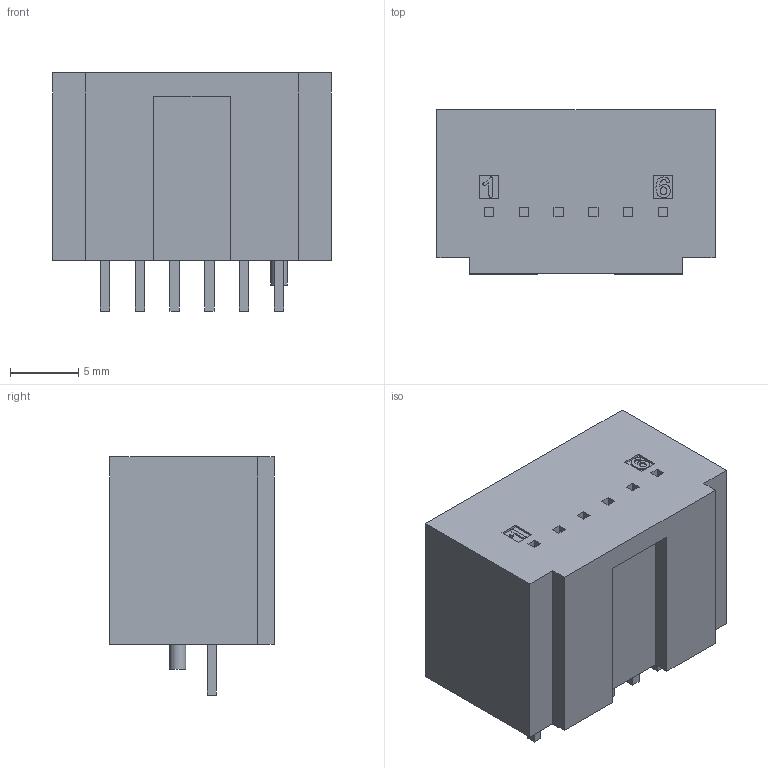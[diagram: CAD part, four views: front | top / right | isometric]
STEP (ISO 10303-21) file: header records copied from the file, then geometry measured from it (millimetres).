
FILE_DESCRIPTION(/* description */ ('STEP AP214','CAx-IF Rec.Pracs.---Representation and Presentation of Product Manufacturing Information (PMI)---4.0---2014-10-13'),/* implementation_level */ '2;1');
FILE_NAME(/* name */ 'B06B-HCMSK.STEP',/* time_stamp */ '2019-11-25T06:26:55-06:00',/* author */ ('kjdix'),/* organization */ ('JST Corporation'),/* preprocessor_version */ 'ST-DEVELOPER v17.2',/* originating_system */ 'Autodesk Inventor 2019',/* authorisation */ '');
FILE_SCHEMA (('AP242_MANAGED_MODEL_BASED_3D_ENGINEERING_MIM_LF { 1 0 10303 442 1 1 4 }'));
Length unit declared in the file: millimetre
Products named in the file (1): B06B-HCMSK
Bounding box: 20.32 x 12 x 17.4 mm (x, y, z)
Volume: 3045.2 mm3; surface area: 1659.2 mm2
Topology: 1 solids, 1 shells, 207 faces, 535 edges, 358 vertices
Faces by surface type: plane 125, bspline 80, cylinder 2
Full cylindrical faces by diameter (mm): 1.2 x1, 1.6 x1
Entity records: 10371 total; most frequent: CARTESIAN_POINT 5478, ORIENTED_EDGE 1070, DIRECTION 665, EDGE_CURVE 535, LINE 367, VECTOR 367, VERTEX_POINT 358, EDGE_LOOP 235
